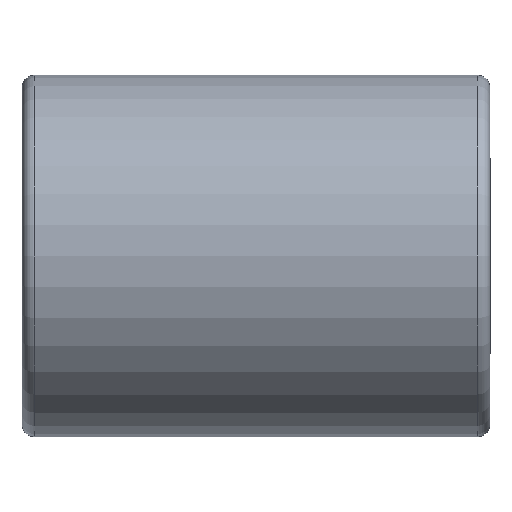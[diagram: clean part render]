
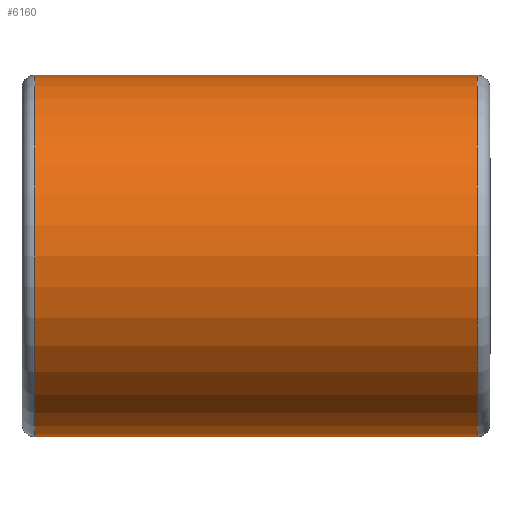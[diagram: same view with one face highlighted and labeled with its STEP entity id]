
A CAD part, front view. The second image highlights one B-rep face of the part: STEP entity #6160.
In plain terms, the highlighted cylindrical face has radius 42.5 mm (diameter 85 mm), a partial arc.
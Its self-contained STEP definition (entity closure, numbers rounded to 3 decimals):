
#28 = VERTEX_POINT ( 'NONE', #3212 ) ;
#173 = DIRECTION ( 'NONE',  ( -1., 0., 0. ) ) ;
#267 = VERTEX_POINT ( 'NONE', #3576 ) ;
#329 = DIRECTION ( 'NONE',  ( -1., 0., 0. ) ) ;
#508 = DIRECTION ( 'NONE',  ( 0., 0., 1. ) ) ;
#789 = CIRCLE ( 'NONE', #3411, 42.5 ) ;
#820 = DIRECTION ( 'NONE',  ( 0., 0., -1. ) ) ;
#1077 = VERTEX_POINT ( 'NONE', #6796 ) ;
#1147 = CARTESIAN_POINT ( 'NONE',  ( 0., 0., 0. ) ) ;
#1154 = DIRECTION ( 'NONE',  ( -1., 0., 0. ) ) ;
#1254 = DIRECTION ( 'NONE',  ( -1., 0., 0. ) ) ;
#1263 = VERTEX_POINT ( 'NONE', #2515 ) ;
#1373 = CARTESIAN_POINT ( 'NONE',  ( 0., 0., 42.5 ) ) ;
#1385 = EDGE_CURVE ( 'NONE', #267, #28, #2010, .T. ) ;
#1400 = LINE ( 'NONE', #1373, #2832 ) ;
#1485 = CARTESIAN_POINT ( 'NONE',  ( 3., 0., 0. ) ) ;
#1520 = AXIS2_PLACEMENT_3D ( 'NONE', #1485, #5693, #820 ) ;
#1675 = CARTESIAN_POINT ( 'NONE',  ( 107., 0., 0. ) ) ;
#2010 = CIRCLE ( 'NONE', #1520, 42.5 ) ;
#2515 = CARTESIAN_POINT ( 'NONE',  ( 107., 0., 42.5 ) ) ;
#2812 = LINE ( 'NONE', #3804, #5581 ) ;
#2832 = VECTOR ( 'NONE', #173, 1000. ) ;
#3189 = ORIENTED_EDGE ( 'NONE', *, *, #5055, .T. ) ;
#3212 = CARTESIAN_POINT ( 'NONE',  ( 3., 0., -42.5 ) ) ;
#3411 = AXIS2_PLACEMENT_3D ( 'NONE', #1675, #329, #508 ) ;
#3576 = CARTESIAN_POINT ( 'NONE',  ( 3., 0., 42.5 ) ) ;
#3635 = FACE_OUTER_BOUND ( 'NONE', #4760, .T. ) ;
#3804 = CARTESIAN_POINT ( 'NONE',  ( 0., 0., -42.5 ) ) ;
#3829 = EDGE_CURVE ( 'NONE', #1263, #267, #1400, .T. ) ;
#4485 = ORIENTED_EDGE ( 'NONE', *, *, #3829, .T. ) ;
#4510 = ORIENTED_EDGE ( 'NONE', *, *, #5527, .F. ) ;
#4760 = EDGE_LOOP ( 'NONE', ( #4510, #3189, #4485, #6558 ) ) ;
#5055 = EDGE_CURVE ( 'NONE', #1077, #1263, #789, .T. ) ;
#5218 = AXIS2_PLACEMENT_3D ( 'NONE', #1147, #1254, #5359 ) ;
#5359 = DIRECTION ( 'NONE',  ( 0., 0., 1. ) ) ;
#5527 = EDGE_CURVE ( 'NONE', #1077, #28, #2812, .T. ) ;
#5581 = VECTOR ( 'NONE', #1154, 1000. ) ;
#5693 = DIRECTION ( 'NONE',  ( 1., 0., 0. ) ) ;
#6160 = ADVANCED_FACE ( 'NONE', ( #3635 ), #6740, .T. ) ;
#6558 = ORIENTED_EDGE ( 'NONE', *, *, #1385, .T. ) ;
#6740 = CYLINDRICAL_SURFACE ( 'NONE', #5218, 42.5 ) ;
#6796 = CARTESIAN_POINT ( 'NONE',  ( 107., 0., -42.5 ) ) ;
